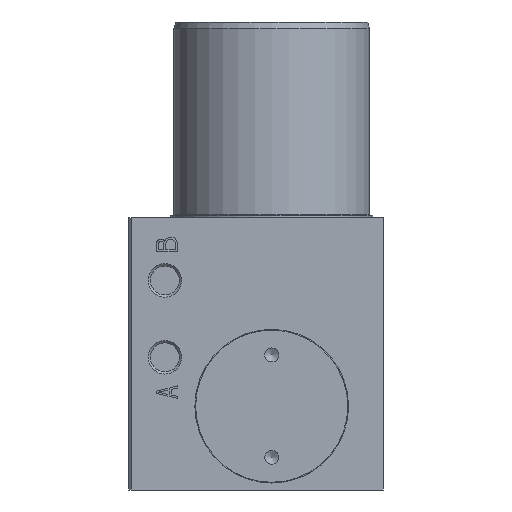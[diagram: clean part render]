
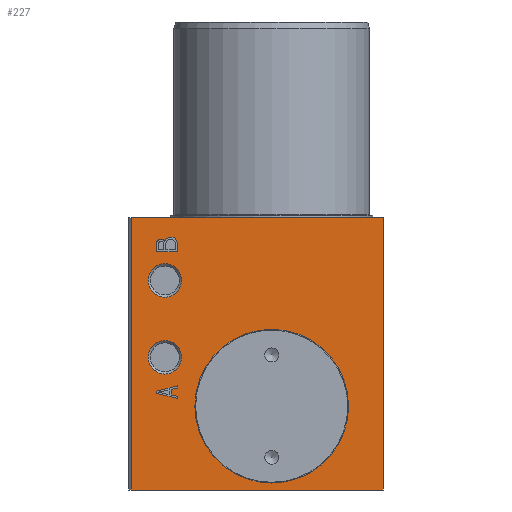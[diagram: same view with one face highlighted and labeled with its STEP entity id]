
A CAD part, left-side view. The second image highlights one B-rep face of the part: STEP entity #227.
In plain terms, the highlighted face is planar.
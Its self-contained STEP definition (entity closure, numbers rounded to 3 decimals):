
#227 = ADVANCED_FACE( '', ( #398, #399, #400, #401, #402, #403 ), #404, .F. );
#398 = FACE_BOUND( '', #788, .T. );
#399 = FACE_BOUND( '', #789, .T. );
#400 = FACE_BOUND( '', #790, .T. );
#401 = FACE_OUTER_BOUND( '', #791, .T. );
#402 = FACE_BOUND( '', #792, .T. );
#403 = FACE_BOUND( '', #793, .T. );
#404 = PLANE( '', #794 );
#788 = EDGE_LOOP( '', ( #1232, #1233, #1234, #1235, #1236 ) );
#789 = EDGE_LOOP( '', ( #1237 ) );
#790 = EDGE_LOOP( '', ( #1238 ) );
#791 = EDGE_LOOP( '', ( #1239, #1240, #1241, #1242 ) );
#792 = EDGE_LOOP( '', ( #1243 ) );
#793 = EDGE_LOOP( '', ( #1244, #1245, #1246, #1247, #1248, #1249, #1250, #1251 ) );
#794 = AXIS2_PLACEMENT_3D( '', #1252, #1253, #1254 );
#1232 = ORIENTED_EDGE( '', *, *, #2230, .F. );
#1233 = ORIENTED_EDGE( '', *, *, #2231, .F. );
#1234 = ORIENTED_EDGE( '', *, *, #2232, .F. );
#1235 = ORIENTED_EDGE( '', *, *, #2233, .F. );
#1236 = ORIENTED_EDGE( '', *, *, #2234, .F. );
#1237 = ORIENTED_EDGE( '', *, *, #2235, .T. );
#1238 = ORIENTED_EDGE( '', *, *, #2236, .F. );
#1239 = ORIENTED_EDGE( '', *, *, #2237, .T. );
#1240 = ORIENTED_EDGE( '', *, *, #2238, .F. );
#1241 = ORIENTED_EDGE( '', *, *, #2239, .F. );
#1242 = ORIENTED_EDGE( '', *, *, #2240, .T. );
#1243 = ORIENTED_EDGE( '', *, *, #2241, .F. );
#1244 = ORIENTED_EDGE( '', *, *, #2242, .T. );
#1245 = ORIENTED_EDGE( '', *, *, #2243, .T. );
#1246 = ORIENTED_EDGE( '', *, *, #2244, .T. );
#1247 = ORIENTED_EDGE( '', *, *, #2245, .T. );
#1248 = ORIENTED_EDGE( '', *, *, #2246, .T. );
#1249 = ORIENTED_EDGE( '', *, *, #2247, .T. );
#1250 = ORIENTED_EDGE( '', *, *, #2248, .T. );
#1251 = ORIENTED_EDGE( '', *, *, #2249, .T. );
#1252 = CARTESIAN_POINT( '', ( 19.5, 11.5, -50. ) );
#1253 = DIRECTION( '', ( 0., 0., 1. ) );
#1254 = DIRECTION( '', ( 0., -1., 0. ) );
#2230 = EDGE_CURVE( '', #2562, #2563, #2564, .T. );
#2231 = EDGE_CURVE( '', #2565, #2562, #2566, .T. );
#2232 = EDGE_CURVE( '', #2567, #2565, #2568, .T. );
#2233 = EDGE_CURVE( '', #2569, #2567, #2570, .T. );
#2234 = EDGE_CURVE( '', #2563, #2569, #2571, .T. );
#2235 = EDGE_CURVE( '', #2572, #2572, #2573, .T. );
#2236 = EDGE_CURVE( '', #2574, #2574, #2575, .F. );
#2237 = EDGE_CURVE( '', #2576, #2577, #2578, .T. );
#2238 = EDGE_CURVE( '', #2579, #2577, #2580, .T. );
#2239 = EDGE_CURVE( '', #2581, #2579, #2582, .T. );
#2240 = EDGE_CURVE( '', #2581, #2576, #2583, .T. );
#2241 = EDGE_CURVE( '', #2584, #2584, #2585, .F. );
#2242 = EDGE_CURVE( '', #2586, #2587, #2588, .T. );
#2243 = EDGE_CURVE( '', #2587, #2589, #2590, .T. );
#2244 = EDGE_CURVE( '', #2589, #2591, #2592, .T. );
#2245 = EDGE_CURVE( '', #2591, #2593, #2594, .T. );
#2246 = EDGE_CURVE( '', #2593, #2595, #2596, .T. );
#2247 = EDGE_CURVE( '', #2595, #2597, #2598, .T. );
#2248 = EDGE_CURVE( '', #2597, #2599, #2600, .T. );
#2249 = EDGE_CURVE( '', #2599, #2586, #2601, .T. );
#2562 = VERTEX_POINT( '', #3107 );
#2563 = VERTEX_POINT( '', #3108 );
#2564 = LINE( '', #3109, #3110 );
#2565 = VERTEX_POINT( '', #3111 );
#2566 = LINE( '', #3112, #3113 );
#2567 = VERTEX_POINT( '', #3114 );
#2568 = CIRCLE( '', #3115, 0.652 );
#2569 = VERTEX_POINT( '', #3116 );
#2570 = CIRCLE( '', #3117, 0.93 );
#2571 = LINE( '', #3118, #3119 );
#2572 = VERTEX_POINT( '', #3120 );
#2573 = CIRCLE( '', #3121, 11. );
#2574 = VERTEX_POINT( '', #3122 );
#2575 = CIRCLE( '', #3123, 2.4 );
#2576 = VERTEX_POINT( '', #3124 );
#2577 = VERTEX_POINT( '', #3125 );
#2578 = LINE( '', #3126, #3127 );
#2579 = VERTEX_POINT( '', #3128 );
#2580 = LINE( '', #3129, #3130 );
#2581 = VERTEX_POINT( '', #3131 );
#2582 = LINE( '', #3132, #3133 );
#2583 = LINE( '', #3134, #3135 );
#2584 = VERTEX_POINT( '', #3136 );
#2585 = CIRCLE( '', #3137, 2.4 );
#2586 = VERTEX_POINT( '', #3138 );
#2587 = VERTEX_POINT( '', #3139 );
#2588 = LINE( '', #3140, #3141 );
#2589 = VERTEX_POINT( '', #3142 );
#2590 = LINE( '', #3143, #3144 );
#2591 = VERTEX_POINT( '', #3145 );
#2592 = LINE( '', #3146, #3147 );
#2593 = VERTEX_POINT( '', #3148 );
#2594 = LINE( '', #3149, #3150 );
#2595 = VERTEX_POINT( '', #3151 );
#2596 = LINE( '', #3152, #3153 );
#2597 = VERTEX_POINT( '', #3154 );
#2598 = LINE( '', #3155, #3156 );
#2599 = VERTEX_POINT( '', #3157 );
#2600 = LINE( '', #3158, #3159 );
#2601 = LINE( '', #3160, #3161 );
#3107 = CARTESIAN_POINT( '', ( -14.6, 44., -50. ) );
#3108 = CARTESIAN_POINT( '', ( -14.6, 41., -50. ) );
#3109 = CARTESIAN_POINT( '', ( -14.6, 44., -50. ) );
#3110 = VECTOR( '', #3754, 1000. );
#3111 = CARTESIAN_POINT( '', ( -15.8, 44., -50. ) );
#3112 = CARTESIAN_POINT( '', ( -15.8, 44., -50. ) );
#3113 = VECTOR( '', #3755, 1000. );
#3114 = CARTESIAN_POINT( '', ( -16.1, 42.8, -50. ) );
#3115 = AXIS2_PLACEMENT_3D( '', #3756, #3757, #3758 );
#3116 = CARTESIAN_POINT( '', ( -15.8, 41., -50. ) );
#3117 = AXIS2_PLACEMENT_3D( '', #3759, #3760, #3761 );
#3118 = CARTESIAN_POINT( '', ( -14.6, 41., -50. ) );
#3119 = VECTOR( '', #3762, 1000. );
#3120 = CARTESIAN_POINT( '', ( 7.5, 16.5, -50. ) );
#3121 = AXIS2_PLACEMENT_3D( '', #3763, #3764, #3765 );
#3122 = CARTESIAN_POINT( '', ( -10.5, 40.4, -50. ) );
#3123 = AXIS2_PLACEMENT_3D( '', #3766, #3767, #3768 );
#3124 = CARTESIAN_POINT( '', ( -19.5, 11.5, -50. ) );
#3125 = CARTESIAN_POINT( '', ( -19.5, 47.6, -50. ) );
#3126 = CARTESIAN_POINT( '', ( -19.5, 11.5, -50. ) );
#3127 = VECTOR( '', #3769, 1000. );
#3128 = CARTESIAN_POINT( '', ( 19.5, 47.6, -50. ) );
#3129 = CARTESIAN_POINT( '', ( 19.5, 47.6, -50. ) );
#3130 = VECTOR( '', #3770, 1000. );
#3131 = CARTESIAN_POINT( '', ( 19.5, 11.5, -50. ) );
#3132 = CARTESIAN_POINT( '', ( 19.5, 11.5, -50. ) );
#3133 = VECTOR( '', #3771, 1000. );
#3134 = CARTESIAN_POINT( '', ( 19.5, 11.5, -50. ) );
#3135 = VECTOR( '', #3772, 1000. );
#3136 = CARTESIAN_POINT( '', ( 0.5, 40.4, -50. ) );
#3137 = AXIS2_PLACEMENT_3D( '', #3773, #3774, #3775 );
#3138 = CARTESIAN_POINT( '', ( 5.35, 44., -50. ) );
#3139 = CARTESIAN_POINT( '', ( 4.6, 41., -50. ) );
#3140 = CARTESIAN_POINT( '', ( 5.35, 44., -50. ) );
#3141 = VECTOR( '', #3776, 1000. );
#3142 = CARTESIAN_POINT( '', ( 4.9, 41., -50. ) );
#3143 = CARTESIAN_POINT( '', ( 4.6, 41., -50. ) );
#3144 = VECTOR( '', #3777, 1000. );
#3145 = CARTESIAN_POINT( '', ( 5.1, 41.9, -50. ) );
#3146 = CARTESIAN_POINT( '', ( 4.9, 41., -50. ) );
#3147 = VECTOR( '', #3778, 1000. );
#3148 = CARTESIAN_POINT( '', ( 5.9, 41.9, -50. ) );
#3149 = CARTESIAN_POINT( '', ( 5.1, 41.9, -50. ) );
#3150 = VECTOR( '', #3779, 1000. );
#3151 = CARTESIAN_POINT( '', ( 6.1, 41., -50. ) );
#3152 = CARTESIAN_POINT( '', ( 5.9, 41.9, -50. ) );
#3153 = VECTOR( '', #3780, 1000. );
#3154 = CARTESIAN_POINT( '', ( 6.4, 41., -50. ) );
#3155 = CARTESIAN_POINT( '', ( 6.1, 41., -50. ) );
#3156 = VECTOR( '', #3781, 1000. );
#3157 = CARTESIAN_POINT( '', ( 5.65, 44., -50. ) );
#3158 = CARTESIAN_POINT( '', ( 6.4, 41., -50. ) );
#3159 = VECTOR( '', #3782, 1000. );
#3160 = CARTESIAN_POINT( '', ( 5.65, 44., -50. ) );
#3161 = VECTOR( '', #3783, 1000. );
#3754 = DIRECTION( '', ( 0., -1., 0. ) );
#3755 = DIRECTION( '', ( 1., 0., 0. ) );
#3756 = CARTESIAN_POINT( '', ( -15.75, 43.35, -50. ) );
#3757 = DIRECTION( '', ( 0., 0., -1. ) );
#3758 = DIRECTION( '', ( -1., 0., 0. ) );
#3759 = CARTESIAN_POINT( '', ( -15.77, 41.93, -50. ) );
#3760 = DIRECTION( '', ( 0., 0., -1. ) );
#3761 = DIRECTION( '', ( -1., 0., 0. ) );
#3762 = DIRECTION( '', ( -1., 0., 0. ) );
#3763 = CARTESIAN_POINT( '', ( 7.5, 27.5, -50. ) );
#3764 = DIRECTION( '', ( 0., 0., 1. ) );
#3765 = DIRECTION( '', ( 0., -1., 0. ) );
#3766 = CARTESIAN_POINT( '', ( -10.5, 42.8, -50. ) );
#3767 = DIRECTION( '', ( 0., 0., 1. ) );
#3768 = DIRECTION( '', ( 0., -1., 0. ) );
#3769 = DIRECTION( '', ( 0., 1., 0. ) );
#3770 = DIRECTION( '', ( -1., 0., 0. ) );
#3771 = DIRECTION( '', ( 0., 1., 0. ) );
#3772 = DIRECTION( '', ( -1., 0., 0. ) );
#3773 = CARTESIAN_POINT( '', ( 0.5, 42.8, -50. ) );
#3774 = DIRECTION( '', ( 0., 0., 1. ) );
#3775 = DIRECTION( '', ( 0., -1., 0. ) );
#3776 = DIRECTION( '', ( -0.243, -0.97, 0. ) );
#3777 = DIRECTION( '', ( 1., 0., 0. ) );
#3778 = DIRECTION( '', ( 0.217, 0.976, 0. ) );
#3779 = DIRECTION( '', ( 1., 0., 0. ) );
#3780 = DIRECTION( '', ( 0.217, -0.976, 0. ) );
#3781 = DIRECTION( '', ( 1., 0., 0. ) );
#3782 = DIRECTION( '', ( -0.243, 0.97, 0. ) );
#3783 = DIRECTION( '', ( -1., 0., 0. ) );
